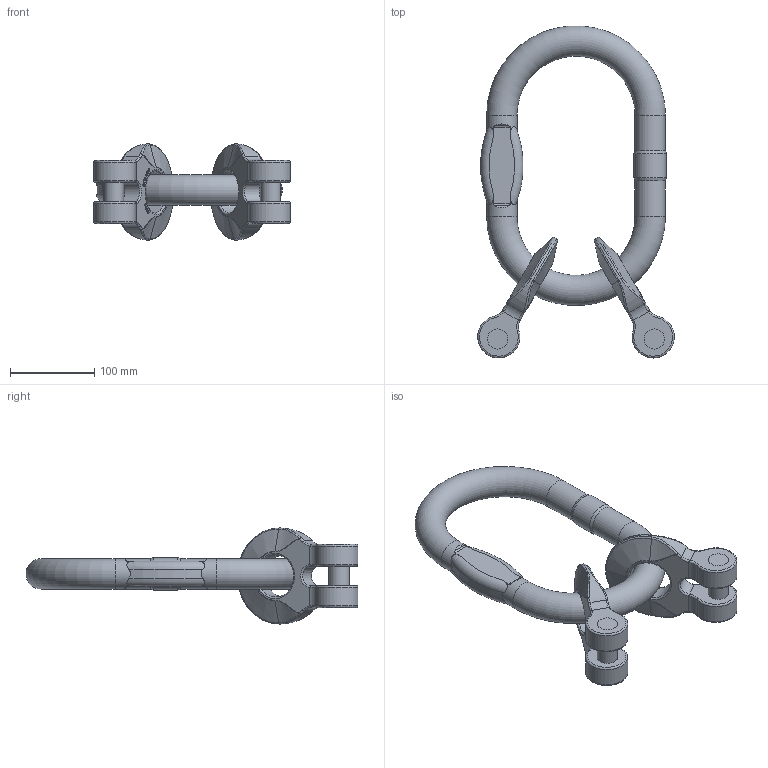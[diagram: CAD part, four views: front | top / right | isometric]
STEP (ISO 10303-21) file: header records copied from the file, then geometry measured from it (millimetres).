
FILE_DESCRIPTION(/* description */ (''),/* implementation_level */ '2;1');
FILE_NAME(/* name */ 'pewag_KAGW_2-19_20',/* time_stamp */ '2010-03-01T14:58:14+01:00',/* author */ (''),/* organization */ (''),/* preprocessor_version */ 'ST-DEVELOPER v9',/* originating_system */ 'UGS - NX 4.0',/* authorisation */ '');
FILE_SCHEMA (('AUTOMOTIVE_DESIGN { 1 0 10303 214 1 1 1 1 }'));
Length unit declared in the file: millimetre
Products named in the file (1): ritC3FElczw
Bounding box: 233.19 x 393.86 x 114 mm (x, y, z)
Volume: 1351653.2 mm3; surface area: 186200.6 mm2
Topology: 5 solids, 5 shells, 611 faces, 1587 edges, 1016 vertices
Faces by surface type: extrusion 224, plane 220, bspline 64, torus 54, cylinder 39, sphere 8, cone 2
Full cylindrical faces by diameter (mm): 24 x6, 36 x4, 38.7 x1, 50 x2
Entity records: 23003 total; most frequent: CARTESIAN_POINT 9696, ORIENTED_EDGE 3108, DIRECTION 1896, EDGE_CURVE 1554, VERTEX_POINT 1012, B_SPLINE_CURVE_WITH_KNOTS 974, VECTOR 808, EDGE_LOOP 684
